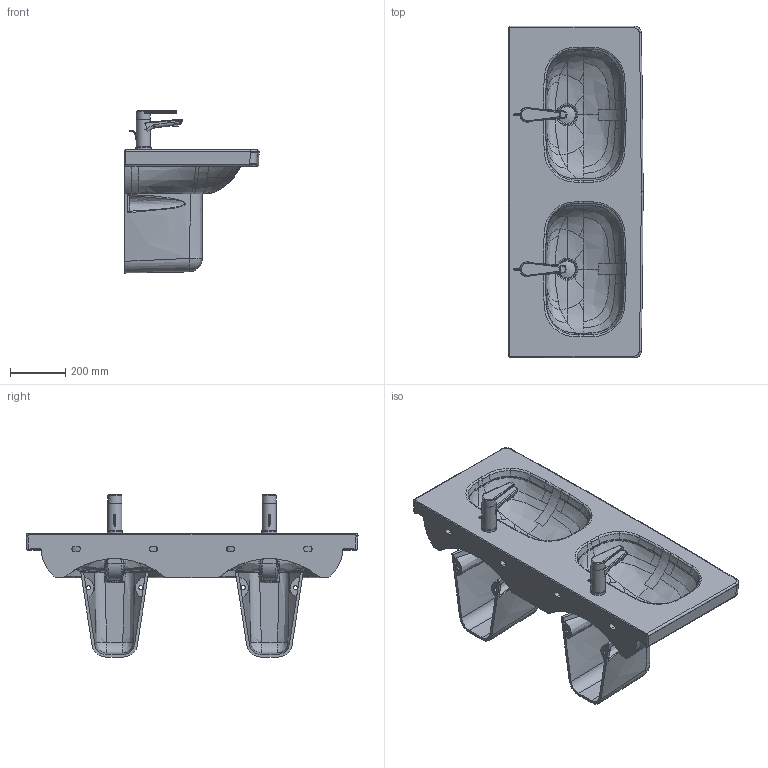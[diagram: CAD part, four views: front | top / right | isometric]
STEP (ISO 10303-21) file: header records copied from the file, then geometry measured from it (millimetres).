
FILE_DESCRIPTION((''),'2;1');
FILE_NAME('034812_085718.stp','2012-10-15T16:52:13',('Administrator'),(''),'Autodesk Inventor 2011','Autodesk Inventor 2011','');
FILE_SCHEMA(('CONFIG_CONTROL_DESIGN'));
Length unit declared in the file: millimetre
Products named in the file (11): 034812_085718; 034812; Baterrie_WT; hebel1; Hebel2; hebel3; Neoperl; Halter2starck1; Stopfen; Kelch; 085718
Assembly tree (14 placements, depth 3):
  034812_085718
    034812
    Baterrie_WT  x2
      hebel1
      Hebel2
      hebel3
      Neoperl
      Halter2starck1
    Stopfen  x2
    Kelch  x2
    085718  x2
Bounding box: 485 x 1200.2 x 585.86 mm (x, y, z)
Volume: 41658891.5 mm3; surface area: 3039660.4 mm2
Topology: 17 solids, 17 shells, 1115 faces, 2742 edges, 1647 vertices
Faces by surface type: bspline 718, cylinder 176, plane 141, torus 40, sphere 28, cone 12
Full cylindrical faces by diameter (mm): 15 x4, 16 x2, 20 x2, 25 x2, 35 x2, 42 x2, 44 x2, 46 x2, 46.241 x2, 50 x2, 52 x2, 55 x2, 60 x2
Entity records: 140096 total; most frequent: CARTESIAN_POINT 121363, ORIENTED_EDGE 4628, DIRECTION 2417, EDGE_CURVE 2314, VERTEX_POINT 1416, B_SPLINE_CURVE_WITH_KNOTS 1221, AXIS2_PLACEMENT_3D 1025, EDGE_LOOP 1010
